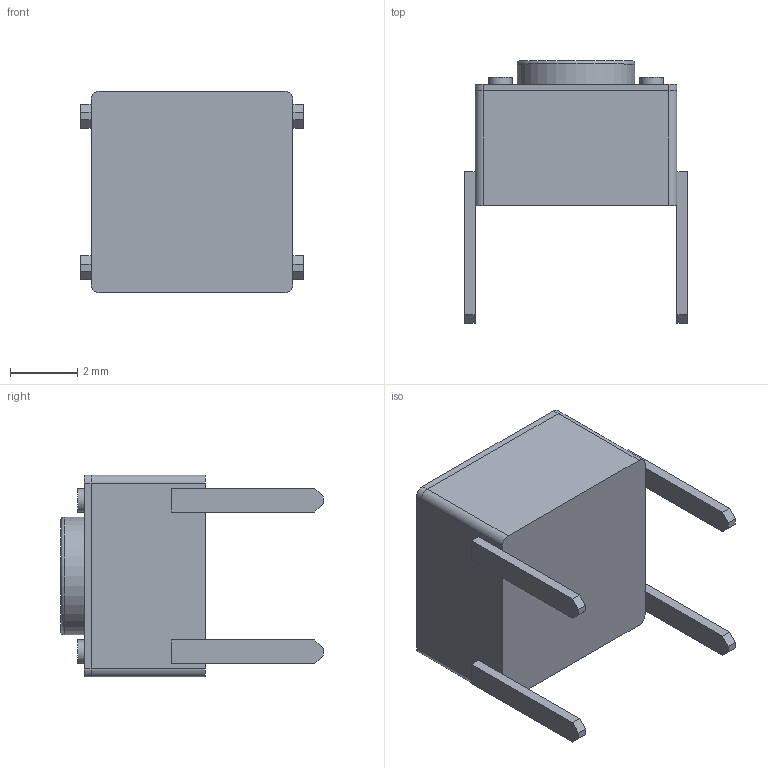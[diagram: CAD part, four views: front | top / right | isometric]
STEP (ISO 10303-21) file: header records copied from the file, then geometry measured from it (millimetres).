
FILE_DESCRIPTION(/* description */ (''),/* implementation_level */ '2;1');
FILE_NAME(/* name */ 'Button.step',/* time_stamp */ '2022-04-11T08:37:25-04:00',/* author */ (''),/* organization */ (''),/* preprocessor_version */ 'ST-DEVELOPER v18.1',/* originating_system */ 'Autodesk Translation Framework v10.14.0.1471',/* authorisation */ '');
FILE_SCHEMA (('AUTOMOTIVE_DESIGN { 1 0 10303 214 3 1 1 }'));
Length unit declared in the file: millimetre
Products named in the file (1): Button
Bounding box: 6.6 x 7.8 x 6 mm (x, y, z)
Volume: 140.1 mm3; surface area: 260 mm2
Topology: 6 solids, 6 shells, 68 faces, 153 edges, 102 vertices
Faces by surface type: plane 49, cylinder 18, torus 1
Full cylindrical faces by diameter (mm): 0.7 x8, 3.5 x2
Entity records: 1958 total; most frequent: DIRECTION 330, CARTESIAN_POINT 324, ORIENTED_EDGE 306, EDGE_CURVE 153, LINE 114, VECTOR 114, AXIS2_PLACEMENT_3D 108, VERTEX_POINT 102
